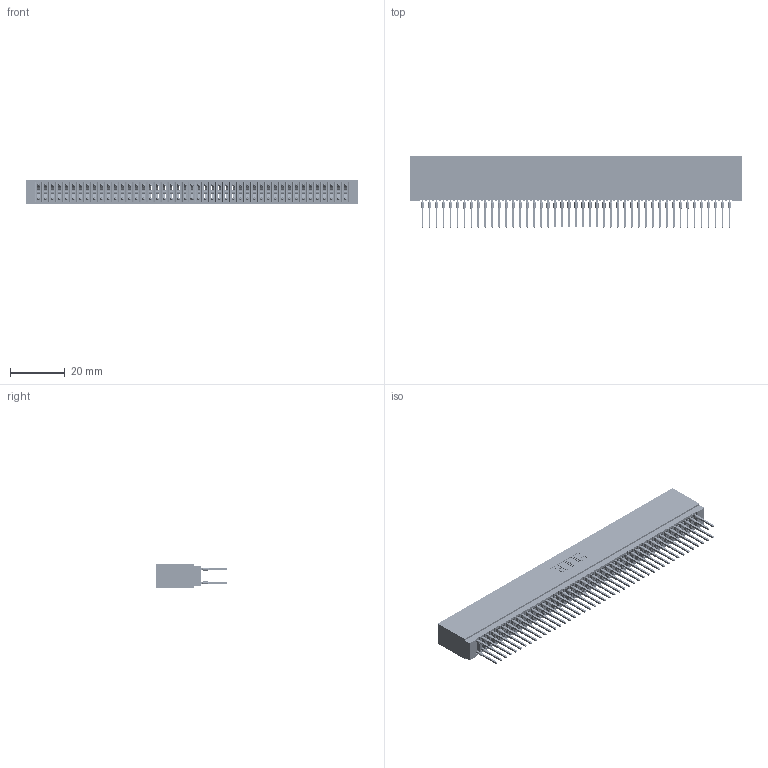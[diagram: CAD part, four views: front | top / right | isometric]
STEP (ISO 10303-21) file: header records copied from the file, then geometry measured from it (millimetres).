
FILE_DESCRIPTION (( 'STEP AP203' ), '1' );
FILE_NAME ('745-090-522-201.STEP', '2026-02-26T22:24:04', ( '' ), ( '' ), 'SwSTEP 2.0', 'SolidWorks 2023', '' );
FILE_SCHEMA (( 'CONFIG_CONTROL_DESIGN' ));
Products named in the file (3): 745-292-001_522; 745-090-522-201; 745 Part_Insulator Option - 01
Assembly tree (91 placements, depth 2):
  745-090-522-201
    745 Part_Insulator Option - 01
    745-292-001_522  x90
Bounding box: 120.9 x 25.92 x 8.89 mm (x, y, z)
Volume: 10965.9 mm3; surface area: 22673.3 mm2
Topology: 91 solids, 91 shells, 8150 faces, 21903 edges, 13762 vertices
Faces by surface type: plane 4195, bspline 1800, cylinder 1615, torus 540
Entity records: 75349 total; most frequent: CARTESIAN_POINT 13571, ORIENTED_EDGE 13012, DIRECTION 11364, EDGE_CURVE 6506, LINE 6054, VECTOR 6054, VERTEX_POINT 4150, AXIS2_PLACEMENT_3D 2655
